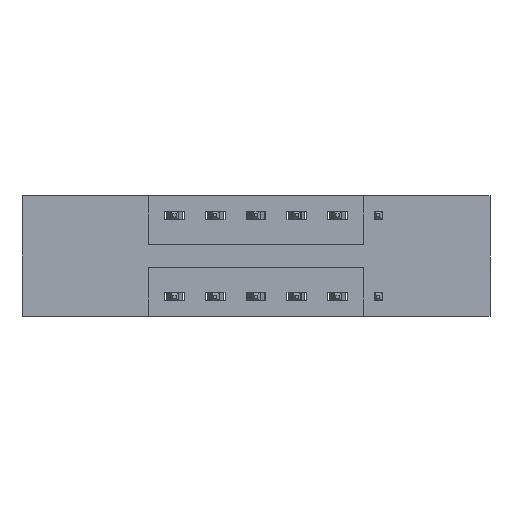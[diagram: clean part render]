
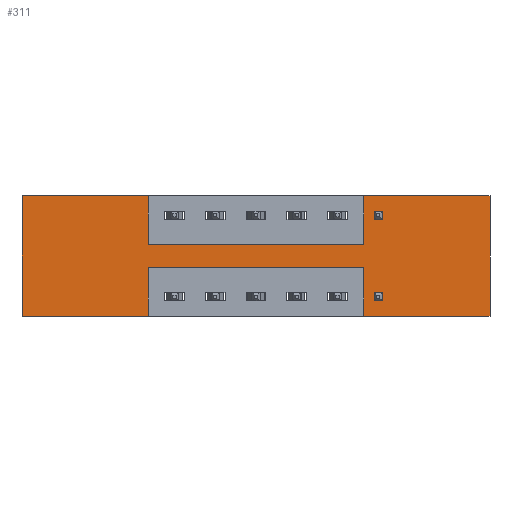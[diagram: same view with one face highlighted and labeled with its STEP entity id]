
A CAD part, front view. The second image highlights one B-rep face of the part: STEP entity #311.
In plain terms, the highlighted planar face has unit normal (0, -1, 0).
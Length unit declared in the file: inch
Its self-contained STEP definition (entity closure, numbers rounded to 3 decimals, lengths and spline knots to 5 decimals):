
#40 = DIRECTION ( 'NONE',  ( 0., 0., 1. ) ) ;
#79 = VERTEX_POINT ( 'NONE', #2485 ) ;
#213 = ORIENTED_EDGE ( 'NONE', *, *, #7457, .F. ) ;
#228 = CARTESIAN_POINT ( 'NONE',  ( 0., 0., -0.37 ) ) ;
#311 = ADVANCED_FACE ( 'NONE', ( #3413 ), #2942, .T. ) ;
#438 = CARTESIAN_POINT ( 'NONE',  ( 0., 0., -0.37 ) ) ;
#604 = LINE ( 'NONE', #3275, #2559 ) ;
#696 = DIRECTION ( 'NONE',  ( 0., 0., -1. ) ) ;
#708 = CARTESIAN_POINT ( 'NONE',  ( 0., 0., -0.37 ) ) ;
#833 = AXIS2_PLACEMENT_3D ( 'NONE', #228, #2315, #3451 ) ;
#915 = VECTOR ( 'NONE', #7332, 39.37008 ) ;
#1094 = VERTEX_POINT ( 'NONE', #2289 ) ;
#1111 = LINE ( 'NONE', #3673, #4455 ) ;
#1122 = CARTESIAN_POINT ( 'NONE',  ( 1.435, 0., -0.37 ) ) ;
#1142 = LINE ( 'NONE', #4445, #3104 ) ;
#1218 = VECTOR ( 'NONE', #3155, 39.37008 ) ;
#1530 = CARTESIAN_POINT ( 'NONE',  ( 1.0475, 0., 0. ) ) ;
#1607 = LINE ( 'NONE', #4177, #915 ) ;
#1610 = CARTESIAN_POINT ( 'NONE',  ( 1.435, 0., 0. ) ) ;
#1685 = LINE ( 'NONE', #2320, #4838 ) ;
#1729 = ORIENTED_EDGE ( 'NONE', *, *, #5735, .F. ) ;
#1741 = EDGE_CURVE ( 'NONE', #5567, #7739, #7152, .T. ) ;
#1875 = VERTEX_POINT ( 'NONE', #3845 ) ;
#1928 = LINE ( 'NONE', #6965, #3518 ) ;
#2034 = ORIENTED_EDGE ( 'NONE', *, *, #4670, .F. ) ;
#2036 = VECTOR ( 'NONE', #4764, 39.37008 ) ;
#2137 = VERTEX_POINT ( 'NONE', #1530 ) ;
#2201 = ORIENTED_EDGE ( 'NONE', *, *, #5078, .F. ) ;
#2289 = CARTESIAN_POINT ( 'NONE',  ( 0., 0., 0. ) ) ;
#2315 = DIRECTION ( 'NONE',  ( 0., -1., 0. ) ) ;
#2316 = VERTEX_POINT ( 'NONE', #2366 ) ;
#2320 = CARTESIAN_POINT ( 'NONE',  ( 0.3875, 0., -0.15 ) ) ;
#2366 = CARTESIAN_POINT ( 'NONE',  ( 1.0475, 0., -0.22 ) ) ;
#2485 = CARTESIAN_POINT ( 'NONE',  ( 0.3875, 0., -0.37 ) ) ;
#2508 = DIRECTION ( 'NONE',  ( 0., 0., 1. ) ) ;
#2559 = VECTOR ( 'NONE', #2635, 39.37008 ) ;
#2635 = DIRECTION ( 'NONE',  ( -1., 0., 0. ) ) ;
#2726 = CARTESIAN_POINT ( 'NONE',  ( 0., 0., 0. ) ) ;
#2738 = DIRECTION ( 'NONE',  ( 0., 0., -1. ) ) ;
#2780 = LINE ( 'NONE', #5318, #6963 ) ;
#2942 = PLANE ( 'NONE',  #833 ) ;
#3089 = VECTOR ( 'NONE', #696, 39.37008 ) ;
#3104 = VECTOR ( 'NONE', #5065, 39.37008 ) ;
#3114 = LINE ( 'NONE', #4414, #1218 ) ;
#3155 = DIRECTION ( 'NONE',  ( 0., 0., -1. ) ) ;
#3228 = DIRECTION ( 'NONE',  ( 1., 0., 0. ) ) ;
#3275 = CARTESIAN_POINT ( 'NONE',  ( 0., 0., -0.37 ) ) ;
#3413 = FACE_OUTER_BOUND ( 'NONE', #8245, .T. ) ;
#3451 = DIRECTION ( 'NONE',  ( 0., 0., -1. ) ) ;
#3505 = ORIENTED_EDGE ( 'NONE', *, *, #3659, .F. ) ;
#3518 = VECTOR ( 'NONE', #2508, 39.37008 ) ;
#3574 = DIRECTION ( 'NONE',  ( 1., 0., 0. ) ) ;
#3659 = EDGE_CURVE ( 'NONE', #1875, #2137, #2780, .T. ) ;
#3673 = CARTESIAN_POINT ( 'NONE',  ( 0., 0., 0. ) ) ;
#3732 = VERTEX_POINT ( 'NONE', #7330 ) ;
#3788 = ORIENTED_EDGE ( 'NONE', *, *, #7886, .F. ) ;
#3845 = CARTESIAN_POINT ( 'NONE',  ( 1.0475, 0., -0.15 ) ) ;
#3887 = VERTEX_POINT ( 'NONE', #4881 ) ;
#4177 = CARTESIAN_POINT ( 'NONE',  ( 1.0475, 0., -0.37 ) ) ;
#4276 = DIRECTION ( 'NONE',  ( 1., 0., 0. ) ) ;
#4399 = VERTEX_POINT ( 'NONE', #7601 ) ;
#4402 = VECTOR ( 'NONE', #2738, 39.37008 ) ;
#4414 = CARTESIAN_POINT ( 'NONE',  ( 0.3875, 0., -0.37 ) ) ;
#4445 = CARTESIAN_POINT ( 'NONE',  ( 0.3875, 0., -0.22 ) ) ;
#4455 = VECTOR ( 'NONE', #4276, 39.37008 ) ;
#4637 = LINE ( 'NONE', #2726, #8332 ) ;
#4670 = EDGE_CURVE ( 'NONE', #5174, #2316, #1607, .T. ) ;
#4752 = CARTESIAN_POINT ( 'NONE',  ( 1.0475, 0., -0.37 ) ) ;
#4764 = DIRECTION ( 'NONE',  ( -1., 0., 0. ) ) ;
#4838 = VECTOR ( 'NONE', #3574, 39.37008 ) ;
#4881 = CARTESIAN_POINT ( 'NONE',  ( 0.3875, 0., -0.15 ) ) ;
#5065 = DIRECTION ( 'NONE',  ( -1., 0., 0. ) ) ;
#5078 = EDGE_CURVE ( 'NONE', #3732, #3887, #7794, .T. ) ;
#5174 = VERTEX_POINT ( 'NONE', #4752 ) ;
#5318 = CARTESIAN_POINT ( 'NONE',  ( 1.0475, 0., 0. ) ) ;
#5337 = EDGE_CURVE ( 'NONE', #2316, #4399, #1142, .T. ) ;
#5355 = ORIENTED_EDGE ( 'NONE', *, *, #6419, .F. ) ;
#5567 = VERTEX_POINT ( 'NONE', #1610 ) ;
#5655 = ORIENTED_EDGE ( 'NONE', *, *, #1741, .F. ) ;
#5735 = EDGE_CURVE ( 'NONE', #7739, #5174, #6487, .T. ) ;
#5929 = CARTESIAN_POINT ( 'NONE',  ( 1.435, 0., 0. ) ) ;
#5963 = CARTESIAN_POINT ( 'NONE',  ( 0.3875, 0., 0. ) ) ;
#6301 = ORIENTED_EDGE ( 'NONE', *, *, #8067, .F. ) ;
#6327 = EDGE_CURVE ( 'NONE', #1094, #3732, #4637, .T. ) ;
#6377 = ORIENTED_EDGE ( 'NONE', *, *, #5337, .F. ) ;
#6419 = EDGE_CURVE ( 'NONE', #79, #7784, #604, .T. ) ;
#6487 = LINE ( 'NONE', #708, #2036 ) ;
#6716 = ORIENTED_EDGE ( 'NONE', *, *, #6327, .F. ) ;
#6963 = VECTOR ( 'NONE', #40, 39.37008 ) ;
#6965 = CARTESIAN_POINT ( 'NONE',  ( 0., 0., 0. ) ) ;
#7152 = LINE ( 'NONE', #5929, #4402 ) ;
#7178 = EDGE_CURVE ( 'NONE', #3887, #1875, #1685, .T. ) ;
#7253 = ORIENTED_EDGE ( 'NONE', *, *, #7178, .F. ) ;
#7330 = CARTESIAN_POINT ( 'NONE',  ( 0.3875, 0., 0. ) ) ;
#7332 = DIRECTION ( 'NONE',  ( 0., 0., 1. ) ) ;
#7457 = EDGE_CURVE ( 'NONE', #4399, #79, #3114, .T. ) ;
#7601 = CARTESIAN_POINT ( 'NONE',  ( 0.3875, 0., -0.22 ) ) ;
#7739 = VERTEX_POINT ( 'NONE', #1122 ) ;
#7784 = VERTEX_POINT ( 'NONE', #438 ) ;
#7794 = LINE ( 'NONE', #5963, #3089 ) ;
#7886 = EDGE_CURVE ( 'NONE', #7784, #1094, #1928, .T. ) ;
#8067 = EDGE_CURVE ( 'NONE', #2137, #5567, #1111, .T. ) ;
#8245 = EDGE_LOOP ( 'NONE', ( #213, #6377, #2034, #1729, #5655, #6301, #3505, #7253, #2201, #6716, #3788, #5355 ) ) ;
#8332 = VECTOR ( 'NONE', #3228, 39.37008 ) ;
